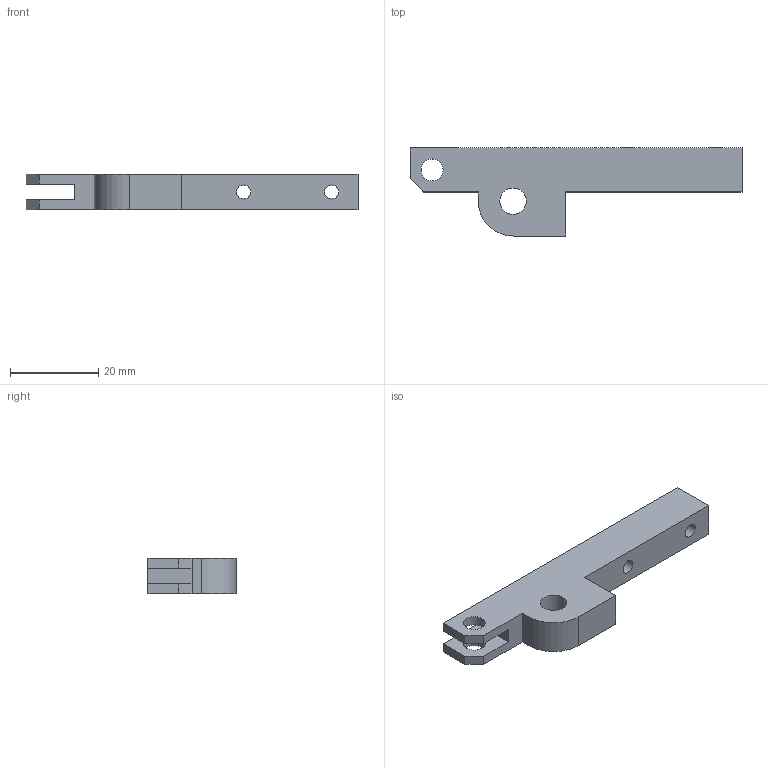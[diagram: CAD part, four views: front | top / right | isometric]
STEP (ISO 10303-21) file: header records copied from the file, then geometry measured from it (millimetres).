
FILE_DESCRIPTION(('HOOPS Exchange Step'),'2;1');
FILE_NAME('Doigt.step','2018-12-28T16:48:58+00:00',('SYSTEM'),('Unknown organisation'),'HOOPS Exchange 10.0','HOOPS Exchange','Unknown authorisation');
FILE_SCHEMA( ('AUTOMOTIVE_DESIGN { 1 0 10303 214 1 1 1 1 }') );
Length unit declared in the file: millimetre
Products named in the file (2): Défaut; Doigt
Assembly tree (1 placements, depth 2):
  Doigt
    Défaut
Bounding box: 75.4 x 20 x 8 mm (x, y, z)
Volume: 6636.2 mm3; surface area: 3750.9 mm2
Topology: 1 solids, 1 shells, 22 faces, 68 edges, 48 vertices
Faces by surface type: plane 16, cylinder 6
Full cylindrical faces by diameter (mm): 3.2 x2, 5 x2, 6 x1
Entity records: 843 total; most frequent: CARTESIAN_POINT 141, DIRECTION 138, ORIENTED_EDGE 136, EDGE_CURVE 68, VERTEX_POINT 48, VECTOR 48, LINE 48, AXIS2_PLACEMENT_3D 45
